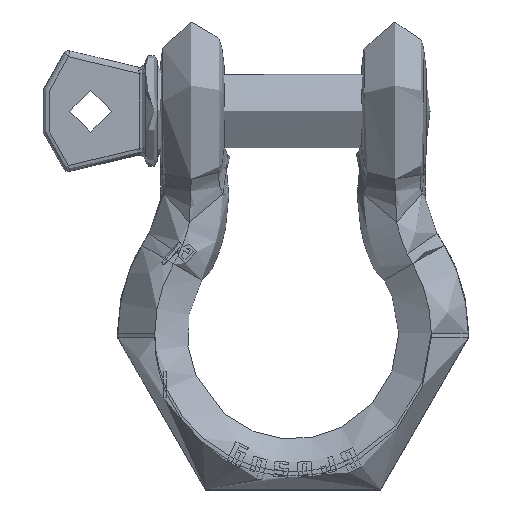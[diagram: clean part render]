
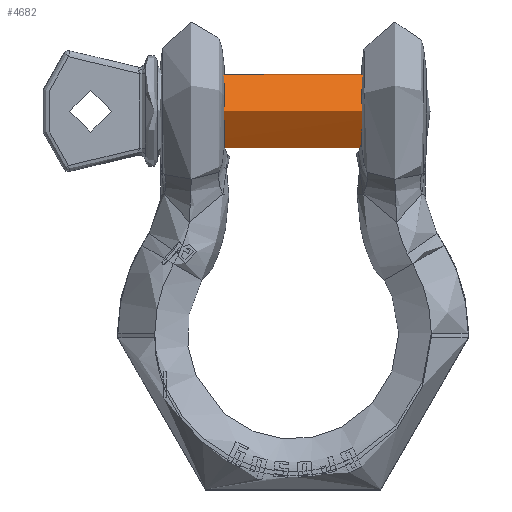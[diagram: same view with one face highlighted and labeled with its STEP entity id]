
A CAD part, top view. The second image highlights one B-rep face of the part: STEP entity #4682.
In plain terms, the highlighted cylindrical face has radius 14.287 mm (diameter 28.575 mm), a full revolution.
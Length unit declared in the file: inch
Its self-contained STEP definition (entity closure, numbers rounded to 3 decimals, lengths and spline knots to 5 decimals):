
#70=CYLINDRICAL_SURFACE('',#5126,0.5625);
#392=CIRCLE('',#5123,0.5625);
#393=CIRCLE('',#5124,0.5625);
#395=CIRCLE('',#5127,0.5625);
#396=CIRCLE('',#5128,0.5625);
#679=FACE_OUTER_BOUND('',#942,.T.);
#942=EDGE_LOOP('',(#4045,#4046,#4047,#4048,#4049,#4050));
#1140=LINE('',#13500,#1337);
#1337=VECTOR('',#6175,0.5625);
#1999=VERTEX_POINT('',#13491);
#2000=VERTEX_POINT('',#13492);
#2001=VERTEX_POINT('',#13497);
#2002=VERTEX_POINT('',#13498);
#2681=EDGE_CURVE('',#1999,#2000,#392,.T.);
#2682=EDGE_CURVE('',#2000,#1999,#393,.T.);
#2684=EDGE_CURVE('',#2001,#2002,#395,.T.);
#2685=EDGE_CURVE('',#2002,#1999,#1140,.T.);
#2686=EDGE_CURVE('',#2002,#2001,#396,.T.);
#4045=ORIENTED_EDGE('',*,*,#2684,.T.);
#4046=ORIENTED_EDGE('',*,*,#2685,.T.);
#4047=ORIENTED_EDGE('',*,*,#2681,.T.);
#4048=ORIENTED_EDGE('',*,*,#2682,.T.);
#4049=ORIENTED_EDGE('',*,*,#2685,.F.);
#4050=ORIENTED_EDGE('',*,*,#2686,.T.);
#4682=ADVANCED_FACE('',(#679),#70,.T.);
#5123=AXIS2_PLACEMENT_3D('',#13493,#6165,#6166);
#5124=AXIS2_PLACEMENT_3D('',#13494,#6167,#6168);
#5126=AXIS2_PLACEMENT_3D('',#13496,#6171,#6172);
#5127=AXIS2_PLACEMENT_3D('',#13499,#6173,#6174);
#5128=AXIS2_PLACEMENT_3D('',#13501,#6176,#6177);
#6165=DIRECTION('center_axis',(1.,0.,0.));
#6166=DIRECTION('ref_axis',(0.,0.,1.));
#6167=DIRECTION('center_axis',(1.,0.,0.));
#6168=DIRECTION('ref_axis',(0.,0.,1.));
#6171=DIRECTION('center_axis',(1.,0.,0.));
#6172=DIRECTION('ref_axis',(0.,0.,-1.));
#6173=DIRECTION('center_axis',(-1.,0.,0.));
#6174=DIRECTION('ref_axis',(0.,0.,1.));
#6175=DIRECTION('',(-1.,0.,0.));
#6176=DIRECTION('center_axis',(-1.,0.,0.));
#6177=DIRECTION('ref_axis',(0.,0.,1.));
#13491=CARTESIAN_POINT('',(-1.73016,0.,0.5625));
#13492=CARTESIAN_POINT('',(-1.73016,-0.00868,-0.56243));
#13493=CARTESIAN_POINT('Origin',(-1.73016,0.,0.));
#13494=CARTESIAN_POINT('Origin',(-1.73016,0.,0.));
#13496=CARTESIAN_POINT('Origin',(-1.81016,0.,0.));
#13497=CARTESIAN_POINT('',(1.68906,0.00835,-0.56244));
#13498=CARTESIAN_POINT('',(1.68906,0.,0.5625));
#13499=CARTESIAN_POINT('Origin',(1.68906,0.,0.));
#13500=CARTESIAN_POINT('',(-1.81016,0.,0.5625));
#13501=CARTESIAN_POINT('Origin',(1.68906,0.,0.));
